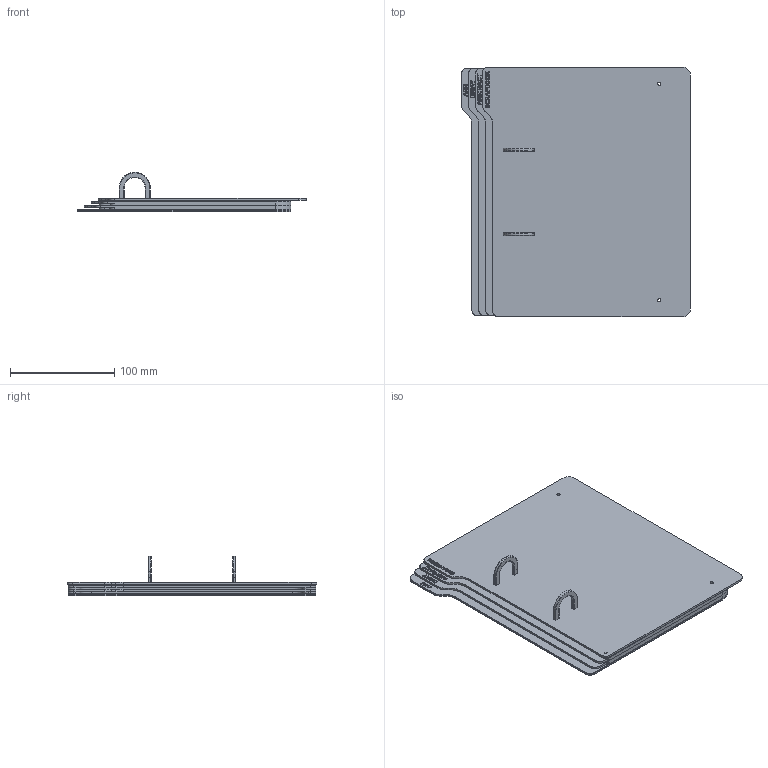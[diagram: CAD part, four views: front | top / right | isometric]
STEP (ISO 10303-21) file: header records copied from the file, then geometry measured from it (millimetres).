
FILE_DESCRIPTION(/* description */ (''),/* implementation_level */ '2;1');
FILE_NAME(/* name */ 'Cover_Memoire.step',/* time_stamp */ '2026-02-23T17:37:22+01:00',/* author */ (''),/* organization */ (''),/* preprocessor_version */ 'ST-DEVELOPER v20.1',/* originating_system */ 'Autodesk Translation Framework v14.24.0.0',/* authorisation */ '');
FILE_SCHEMA (('AUTOMOTIVE_DESIGN { 1 0 10303 214 3 1 1 }'));
Length unit declared in the file: millimetre
Products named in the file (1): Cover_Memoire
Bounding box: 220 x 240 x 37.8 mm (x, y, z)
Volume: 402711.5 mm3; surface area: 487219.1 mm2
Topology: 8 solids, 8 shells, 1745 faces, 5024 edges, 3344 vertices
Faces by surface type: plane 1605, cylinder 100, bspline 32, torus 8
Full cylindrical faces by diameter (mm): 1.2 x8, 3 x20, 7.3 x8
Entity records: 57631 total; most frequent: CARTESIAN_POINT 11738, ORIENTED_EDGE 10048, DIRECTION 8536, EDGE_CURVE 5024, LINE 4684, VECTOR 4684, VERTEX_POINT 3344, AXIS2_PLACEMENT_3D 1926
